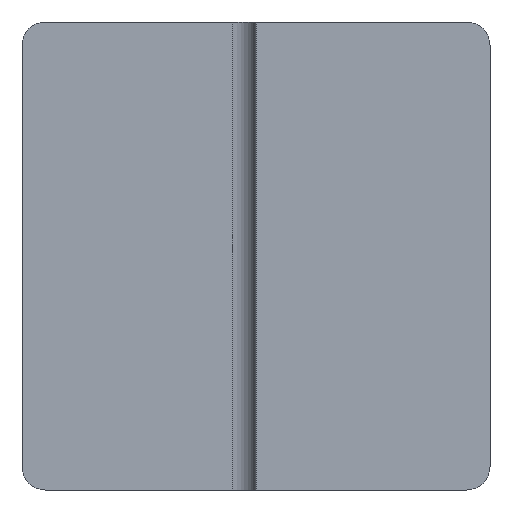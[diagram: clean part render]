
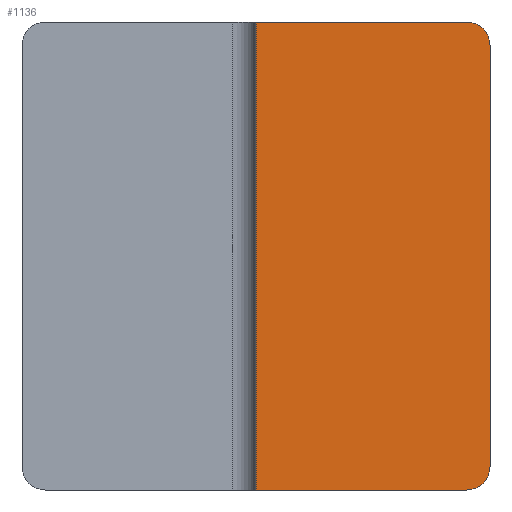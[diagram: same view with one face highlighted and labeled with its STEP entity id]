
A CAD part, front view. The second image highlights one B-rep face of the part: STEP entity #1136.
In plain terms, the highlighted planar face has unit normal (0, -1, 0).
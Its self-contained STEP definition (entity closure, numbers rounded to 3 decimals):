
#93 = DIRECTION ( 'NONE',  ( 0., -1., 0. ) ) ;
#116 = DIRECTION ( 'NONE',  ( 1., 0., 0. ) ) ;
#152 = CARTESIAN_POINT ( 'NONE',  ( 0., 0., -20. ) ) ;
#157 = VERTEX_POINT ( 'NONE', #1409 ) ;
#223 = LINE ( 'NONE', #1245, #1207 ) ;
#261 = VECTOR ( 'NONE', #583, 1000. ) ;
#330 = FACE_OUTER_BOUND ( 'NONE', #779, .T. ) ;
#379 = CARTESIAN_POINT ( 'NONE',  ( 18., 0., -20. ) ) ;
#399 = CARTESIAN_POINT ( 'NONE',  ( 18., 0., 20. ) ) ;
#458 = CARTESIAN_POINT ( 'NONE',  ( 18., 0., -18. ) ) ;
#505 = AXIS2_PLACEMENT_3D ( 'NONE', #458, #861, #868 ) ;
#514 = CARTESIAN_POINT ( 'NONE',  ( -20., 0., 20. ) ) ;
#517 = DIRECTION ( 'NONE',  ( 0., 0., 1. ) ) ;
#559 = VERTEX_POINT ( 'NONE', #379 ) ;
#583 = DIRECTION ( 'NONE',  ( 0., 0., 1. ) ) ;
#602 = DIRECTION ( 'NONE',  ( 0., 0., 1. ) ) ;
#651 = DIRECTION ( 'NONE',  ( 0., 1., 0. ) ) ;
#663 = ORIENTED_EDGE ( 'NONE', *, *, #1492, .T. ) ;
#714 = CIRCLE ( 'NONE', #913, 2. ) ;
#772 = VECTOR ( 'NONE', #116, 1000. ) ;
#779 = EDGE_LOOP ( 'NONE', ( #1299, #829, #1061, #1544, #663, #944 ) ) ;
#784 = CIRCLE ( 'NONE', #505, 2. ) ;
#829 = ORIENTED_EDGE ( 'NONE', *, *, #1500, .T. ) ;
#845 = EDGE_CURVE ( 'NONE', #1411, #1648, #1267, .T. ) ;
#861 = DIRECTION ( 'NONE',  ( 0., 1., 0. ) ) ;
#868 = DIRECTION ( 'NONE',  ( 0., 0., 1. ) ) ;
#913 = AXIS2_PLACEMENT_3D ( 'NONE', #1010, #651, #517 ) ;
#944 = ORIENTED_EDGE ( 'NONE', *, *, #1250, .F. ) ;
#994 = CARTESIAN_POINT ( 'NONE',  ( 20., 0., -20. ) ) ;
#1010 = CARTESIAN_POINT ( 'NONE',  ( 18., 0., 18. ) ) ;
#1048 = EDGE_CURVE ( 'NONE', #1080, #559, #784, .T. ) ;
#1061 = ORIENTED_EDGE ( 'NONE', *, *, #1328, .T. ) ;
#1080 = VERTEX_POINT ( 'NONE', #1246 ) ;
#1102 = LINE ( 'NONE', #994, #261 ) ;
#1103 = PLANE ( 'NONE',  #1376 ) ;
#1136 = ADVANCED_FACE ( 'NONE', ( #330 ), #1103, .T. ) ;
#1139 = CARTESIAN_POINT ( 'NONE',  ( -20., 0., -20. ) ) ;
#1158 = CARTESIAN_POINT ( 'NONE',  ( 0., 0., 20. ) ) ;
#1207 = VECTOR ( 'NONE', #1360, 1000. ) ;
#1240 = CARTESIAN_POINT ( 'NONE',  ( 0., 0., 0. ) ) ;
#1245 = CARTESIAN_POINT ( 'NONE',  ( 0., 0., 20. ) ) ;
#1246 = CARTESIAN_POINT ( 'NONE',  ( 20., 0., -18. ) ) ;
#1250 = EDGE_CURVE ( 'NONE', #1411, #157, #714, .T. ) ;
#1262 = LINE ( 'NONE', #1139, #772 ) ;
#1267 = LINE ( 'NONE', #514, #1398 ) ;
#1283 = DIRECTION ( 'NONE',  ( -1., 0., 0. ) ) ;
#1299 = ORIENTED_EDGE ( 'NONE', *, *, #845, .T. ) ;
#1328 = EDGE_CURVE ( 'NONE', #1442, #559, #1262, .T. ) ;
#1360 = DIRECTION ( 'NONE',  ( 0., 0., -1. ) ) ;
#1376 = AXIS2_PLACEMENT_3D ( 'NONE', #1240, #93, #602 ) ;
#1398 = VECTOR ( 'NONE', #1283, 1000. ) ;
#1409 = CARTESIAN_POINT ( 'NONE',  ( 20., 0., 18. ) ) ;
#1411 = VERTEX_POINT ( 'NONE', #399 ) ;
#1442 = VERTEX_POINT ( 'NONE', #152 ) ;
#1492 = EDGE_CURVE ( 'NONE', #1080, #157, #1102, .T. ) ;
#1500 = EDGE_CURVE ( 'NONE', #1648, #1442, #223, .T. ) ;
#1544 = ORIENTED_EDGE ( 'NONE', *, *, #1048, .F. ) ;
#1648 = VERTEX_POINT ( 'NONE', #1158 ) ;
